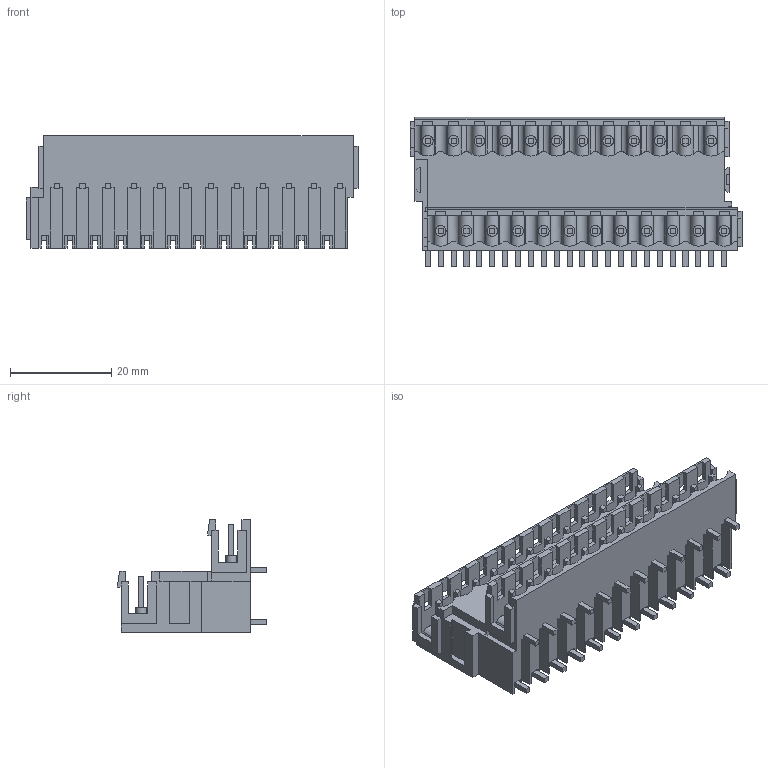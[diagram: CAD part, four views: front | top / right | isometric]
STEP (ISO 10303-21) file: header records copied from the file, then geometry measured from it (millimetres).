
FILE_DESCRIPTION(('CATIA V5 STEP Exchange','CAx-IF Rec.Pracs.--- Model Styling and Organization---1.2---2011-12-15'),'2;1');
FILE_NAME ('D1454984_0_1726380000_1726380000.stp','2017-09-26T13:20:25+00:00',('none'),('Weidmueller'),'CATIA Version 5-6 Release 2014','CATIA V5 STEP AP214','none');
FILE_SCHEMA(('AUTOMOTIVE_DESIGN { 1 0 10303 214 1 1 1 1 }'));
Length unit declared in the file: millimetre
Products named in the file (1): 1726380000
Bounding box: 65.46 x 29.41 x 22.16 mm (x, y, z)
Volume: 14332.9 mm3; surface area: 16727.7 mm2
Topology: 25 solids, 25 shells, 937 faces, 3132 edges, 2175 vertices
Faces by surface type: plane 783, cylinder 154
Entity records: 33745 total; most frequent: CARTESIAN_POINT 8177, ORIENTED_EDGE 6264, DIRECTION 3923, EDGE_CURVE 3132, VECTOR 2691, LINE 2691, VERTEX_POINT 2175, EDGE_LOOP 987
